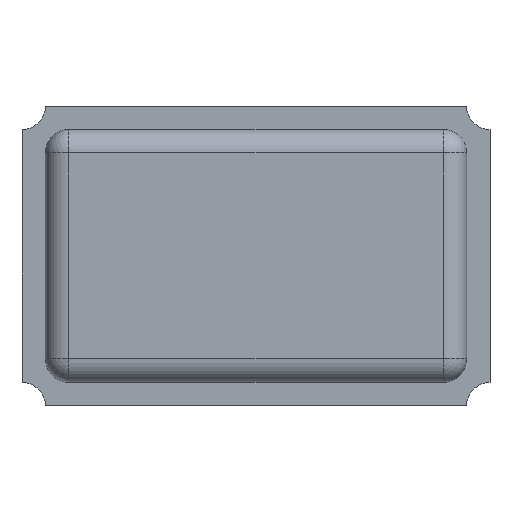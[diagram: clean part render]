
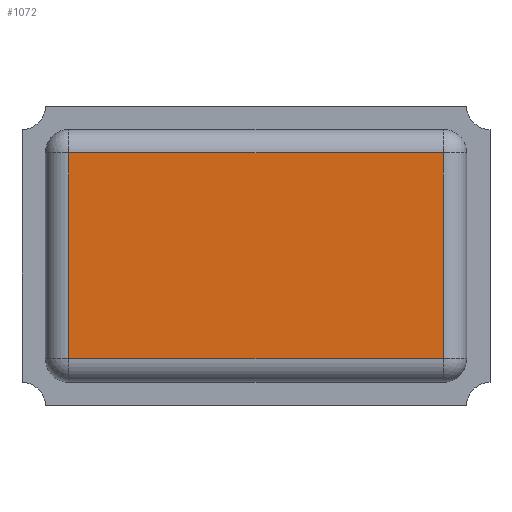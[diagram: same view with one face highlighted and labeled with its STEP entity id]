
A CAD part, top view. The second image highlights one B-rep face of the part: STEP entity #1072.
In plain terms, the highlighted planar face has unit normal (0, 0, 1).
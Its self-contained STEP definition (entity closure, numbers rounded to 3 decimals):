
#43=PLANE('',#1182);
#93=FACE_OUTER_BOUND('',#149,.T.);
#149=EDGE_LOOP('',(#869,#870,#871,#872));
#240=LINE('',#1703,#347);
#242=LINE('',#1711,#349);
#244=LINE('',#1721,#351);
#246=LINE('',#1730,#353);
#347=VECTOR('',#1386,10.);
#349=VECTOR('',#1394,10.);
#351=VECTOR('',#1406,10.);
#353=VECTOR('',#1418,10.);
#484=VERTEX_POINT('',#1696);
#487=VERTEX_POINT('',#1701);
#490=VERTEX_POINT('',#1709);
#493=VERTEX_POINT('',#1719);
#610=EDGE_CURVE('',#487,#484,#240,.T.);
#614=EDGE_CURVE('',#490,#487,#242,.T.);
#619=EDGE_CURVE('',#493,#490,#244,.T.);
#624=EDGE_CURVE('',#484,#493,#246,.T.);
#869=ORIENTED_EDGE('',*,*,#610,.F.);
#870=ORIENTED_EDGE('',*,*,#614,.F.);
#871=ORIENTED_EDGE('',*,*,#619,.F.);
#872=ORIENTED_EDGE('',*,*,#624,.F.);
#1072=ADVANCED_FACE('',(#93),#43,.T.);
#1182=AXIS2_PLACEMENT_3D('',#1753,#1446,#1447);
#1386=DIRECTION('',(-1.,0.,0.));
#1394=DIRECTION('',(0.,-1.,0.));
#1406=DIRECTION('',(1.,0.,0.));
#1418=DIRECTION('',(0.,1.,0.));
#1446=DIRECTION('center_axis',(0.,0.,1.));
#1447=DIRECTION('ref_axis',(1.,0.,0.));
#1696=CARTESIAN_POINT('',(-2.,-1.1,1.));
#1701=CARTESIAN_POINT('',(2.,-1.1,1.));
#1703=CARTESIAN_POINT('',(-1.,-1.1,1.));
#1709=CARTESIAN_POINT('',(2.,1.1,1.));
#1711=CARTESIAN_POINT('',(2.,-0.55,1.));
#1719=CARTESIAN_POINT('',(-2.,1.1,1.));
#1721=CARTESIAN_POINT('',(1.,1.1,1.));
#1730=CARTESIAN_POINT('',(-2.,0.55,1.));
#1753=CARTESIAN_POINT('Origin',(0.,0.,1.));
